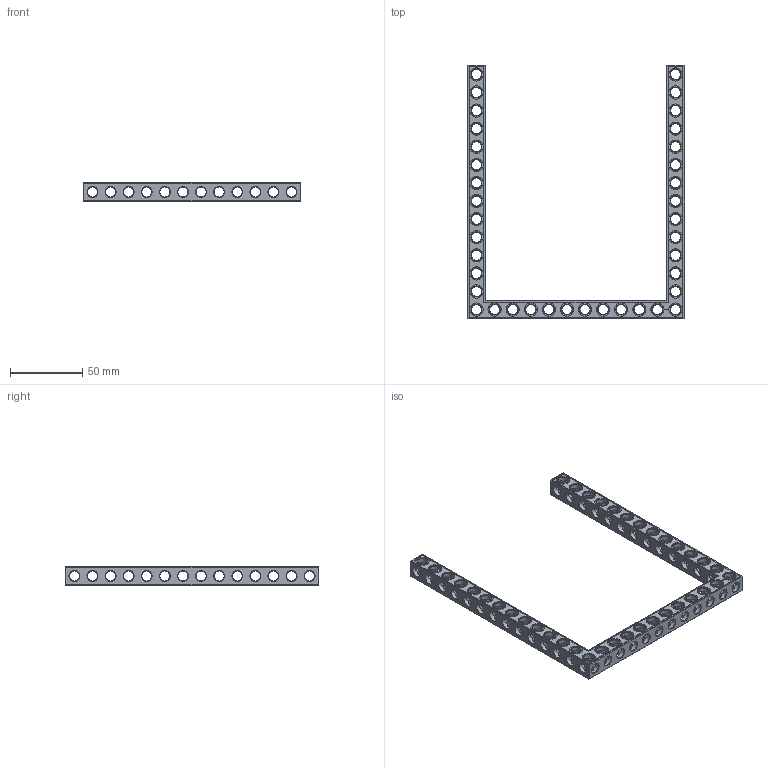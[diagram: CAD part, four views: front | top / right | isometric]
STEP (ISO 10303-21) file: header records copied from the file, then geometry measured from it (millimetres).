
FILE_DESCRIPTION(('FreeCAD Model'),'2;1');
FILE_NAME('Open CASCADE Shape Model','2022-02-26T16:00:45',('Author'),( ''),'Open CASCADE STEP processor 7.5','FreeCAD','Unknown');
FILE_SCHEMA(('AUTOMOTIVE_DESIGN { 1 0 10303 214 1 1 1 1 }'));
Products named in the file (1): Beam AGD ESS USH SYM BU12x14x01 - SPN-BEM-0492 (stemfie.org)
Bounding box: 150 x 175 x 12.5 mm (x, y, z)
Volume: 37132.6 mm3; surface area: 33155.4 mm2
Topology: 1 solids, 1 shells, 952 faces, 2902 edges, 1872 vertices
Faces by surface type: plane 417, cylinder 229, cone 154, extrusion 152
Full cylindrical faces by diameter (mm): 6.98 x30, 7 x161, 9.2 x38
Entity records: 208187 total; most frequent: CARTESIAN_POINT 154098, DIRECTION 8764, ORIENTED_EDGE 5804, PCURVE 5804, DEFINITIONAL_REPRESENTATION 5804, VECTOR 5438, LINE 5286, EDGE_CURVE 2902
